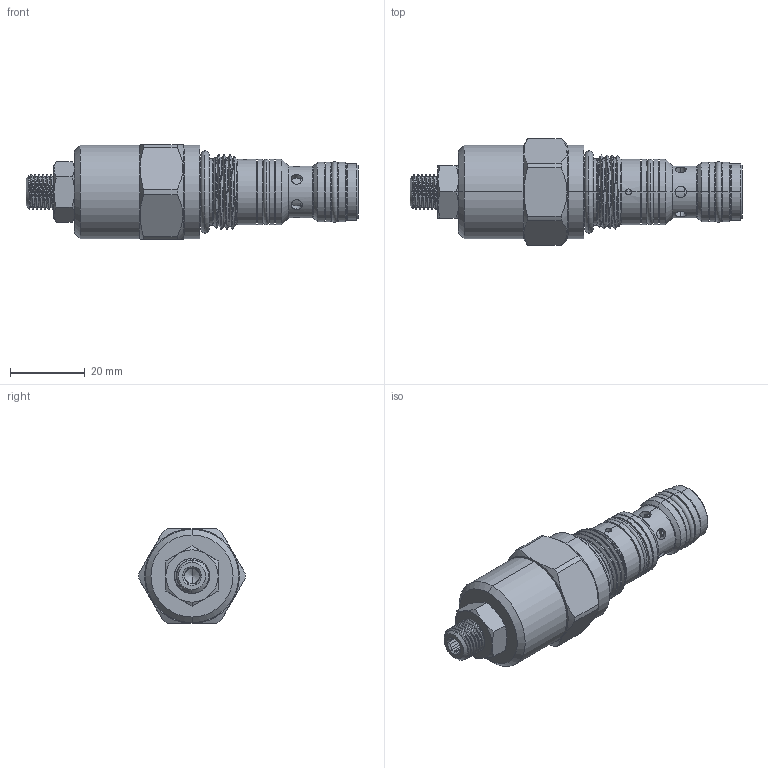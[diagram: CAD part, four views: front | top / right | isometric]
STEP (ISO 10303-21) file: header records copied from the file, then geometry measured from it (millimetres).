
FILE_DESCRIPTION (( 'STEP AP214' ), '1' );
FILE_NAME ('CB20MS35.STEP', '2016-04-13T06:04:28', ( '' ), ( '' ), 'SwSTEP 2.0', 'SolidWorks 2012', '' );
FILE_SCHEMA (( 'AUTOMOTIVE_DESIGN' ));
Length unit declared in the file: millimetre
Products named in the file (1): CB20MS35
Bounding box: 89.02 x 28.57 x 25.4 mm (x, y, z)
Volume: 27396.7 mm3; surface area: 8758.8 mm2
Topology: 4 solids, 4 shells, 255 faces, 601 edges, 372 vertices
Faces by surface type: cylinder 119, plane 59, cone 47, torus 24, bspline 6
Entity records: 11953 total; most frequent: CARTESIAN_POINT 6210, ORIENTED_EDGE 1198, DIRECTION 1184, EDGE_CURVE 599, AXIS2_PLACEMENT_3D 497, VERTEX_POINT 372, EDGE_LOOP 283, FACE_OUTER_BOUND 255
